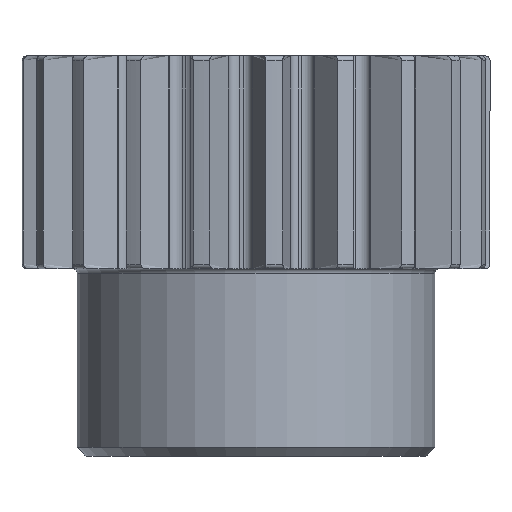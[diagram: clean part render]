
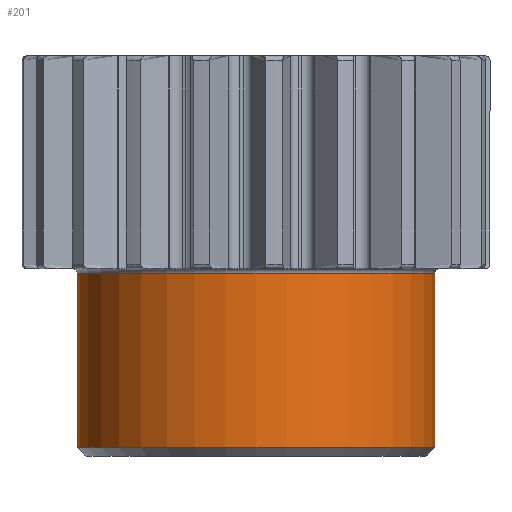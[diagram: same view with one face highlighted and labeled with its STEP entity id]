
A CAD part, front view. The second image highlights one B-rep face of the part: STEP entity #201.
In plain terms, the highlighted cylindrical face has radius 10.668 mm (diameter 21.336 mm), a partial arc.
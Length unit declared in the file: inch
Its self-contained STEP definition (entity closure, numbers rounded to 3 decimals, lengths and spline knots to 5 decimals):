
#201 = ADVANCED_FACE ( 'NONE', ( #5588 ), #5678, .T. ) ;
#214 = LINE ( 'NONE', #2739, #246 ) ;
#228 = CIRCLE ( 'NONE', #824, 0.42 ) ;
#246 = VECTOR ( 'NONE', #2718, 39.37008 ) ;
#275 = EDGE_CURVE ( 'NONE', #2098, #1891, #228, .T. ) ;
#282 = EDGE_CURVE ( 'NONE', #2099, #2098, #214, .T. ) ;
#290 = EDGE_CURVE ( 'NONE', #2167, #1891, #6805, .T. ) ;
#514 = EDGE_CURVE ( 'NONE', #2167, #2099, #5146, .T. ) ;
#810 = AXIS2_PLACEMENT_3D ( 'NONE', #2355, #2344, #2358 ) ;
#824 = AXIS2_PLACEMENT_3D ( 'NONE', #2665, #2646, #2645 ) ;
#1891 = VERTEX_POINT ( 'NONE', #6184 ) ;
#2098 = VERTEX_POINT ( 'NONE', #6336 ) ;
#2099 = VERTEX_POINT ( 'NONE', #6335 ) ;
#2167 = VERTEX_POINT ( 'NONE', #6277 ) ;
#2344 = DIRECTION ( 'NONE',  ( 0., 0., 1. ) ) ;
#2355 = CARTESIAN_POINT ( 'NONE',  ( 0., 0., -0.5 ) ) ;
#2358 = DIRECTION ( 'NONE',  ( 1., 0., 0. ) ) ;
#2645 = DIRECTION ( 'NONE',  ( 1., 0., 0. ) ) ;
#2646 = DIRECTION ( 'NONE',  ( 0., 0., -1. ) ) ;
#2665 = CARTESIAN_POINT ( 'NONE',  ( 0., 0., -0.511 ) ) ;
#2718 = DIRECTION ( 'NONE',  ( 0., 0., 1. ) ) ;
#2739 = CARTESIAN_POINT ( 'NONE',  ( 0.42, 0., -0.5 ) ) ;
#2851 = DIRECTION ( 'NONE',  ( 0., 0., 1. ) ) ;
#2876 = CARTESIAN_POINT ( 'NONE',  ( -0.42, 0., -0.5 ) ) ;
#4495 = ORIENTED_EDGE ( 'NONE', *, *, #282, .T. ) ;
#4506 = ORIENTED_EDGE ( 'NONE', *, *, #275, .T. ) ;
#4507 = ORIENTED_EDGE ( 'NONE', *, *, #514, .T. ) ;
#4508 = ORIENTED_EDGE ( 'NONE', *, *, #290, .F. ) ;
#5026 = DIRECTION ( 'NONE',  ( 0., 0., 1. ) ) ;
#5146 = CIRCLE ( 'NONE', #6884, 0.42 ) ;
#5573 = CARTESIAN_POINT ( 'NONE',  ( 0., 0., -0.919 ) ) ;
#5588 = FACE_OUTER_BOUND ( 'NONE', #7381, .T. ) ;
#5678 = CYLINDRICAL_SURFACE ( 'NONE', #810, 0.42 ) ;
#6184 = CARTESIAN_POINT ( 'NONE',  ( -0.42, 0., -0.511 ) ) ;
#6277 = CARTESIAN_POINT ( 'NONE',  ( -0.42, 0., -0.919 ) ) ;
#6335 = CARTESIAN_POINT ( 'NONE',  ( 0.42, 0., -0.919 ) ) ;
#6336 = CARTESIAN_POINT ( 'NONE',  ( 0.42, 0., -0.511 ) ) ;
#6367 = DIRECTION ( 'NONE',  ( 1., 0., 0. ) ) ;
#6768 = VECTOR ( 'NONE', #2851, 39.37008 ) ;
#6805 = LINE ( 'NONE', #2876, #6768 ) ;
#6884 = AXIS2_PLACEMENT_3D ( 'NONE', #5573, #5026, #6367 ) ;
#7381 = EDGE_LOOP ( 'NONE', ( #4508, #4507, #4495, #4506 ) ) ;
